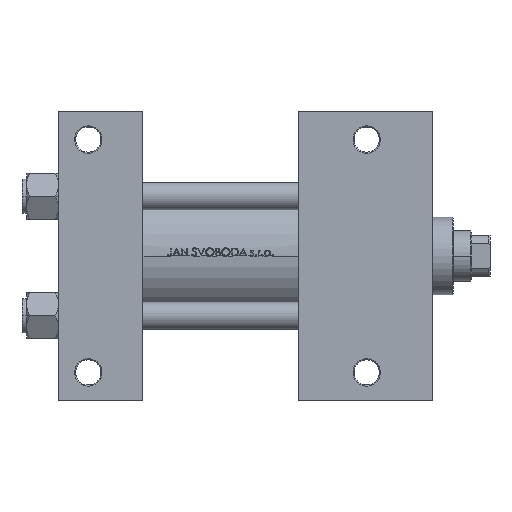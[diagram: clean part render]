
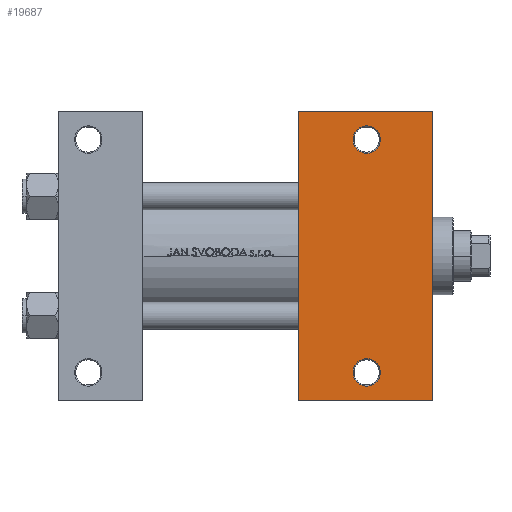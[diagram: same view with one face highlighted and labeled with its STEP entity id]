
A CAD part, front view. The second image highlights one B-rep face of the part: STEP entity #19687.
In plain terms, the highlighted face is planar.
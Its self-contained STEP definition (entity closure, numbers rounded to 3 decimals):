
#1234 = CARTESIAN_POINT ( 'NONE',  ( 105., 37.5, -37.5 ) ) ;
#5116 = ORIENTED_EDGE ( 'NONE', *, *, #22476, .T. ) ;
#5402 = CARTESIAN_POINT ( 'NONE',  ( 141., -51., -37.5 ) ) ;
#5541 = EDGE_CURVE ( 'NONE', #34654, #33846, #13584, .T. ) ;
#7675 = CIRCLE ( 'NONE', #25164, 5.999 ) ;
#7815 = ORIENTED_EDGE ( 'NONE', *, *, #28566, .T. ) ;
#8556 = ORIENTED_EDGE ( 'NONE', *, *, #20538, .T. ) ;
#8607 = LINE ( 'NONE', #35510, #36953 ) ;
#8889 = CARTESIAN_POINT ( 'NONE',  ( 135., -51., -37.5 ) ) ;
#9397 = ORIENTED_EDGE ( 'NONE', *, *, #35866, .T. ) ;
#10148 = CARTESIAN_POINT ( 'NONE',  ( 105., -63.5, -37.5 ) ) ;
#10851 = DIRECTION ( 'NONE',  ( 0., 0., 1. ) ) ;
#10939 = LINE ( 'NONE', #35037, #38614 ) ;
#11008 = VERTEX_POINT ( 'NONE', #25940 ) ;
#11538 = VERTEX_POINT ( 'NONE', #22028 ) ;
#11758 = DIRECTION ( 'NONE',  ( 0., 0., 1. ) ) ;
#12205 = CIRCLE ( 'NONE', #18568, 5.999 ) ;
#12368 = DIRECTION ( 'NONE',  ( 1., 0., 0. ) ) ;
#12380 = EDGE_LOOP ( 'NONE', ( #30505, #40940 ) ) ;
#13563 = DIRECTION ( 'NONE',  ( -1., 0., 0. ) ) ;
#13584 = CIRCLE ( 'NONE', #41419, 5.999 ) ;
#14091 = DIRECTION ( 'NONE',  ( -1., 0., 0. ) ) ;
#14664 = CARTESIAN_POINT ( 'NONE',  ( 164., 37.5, -37.5 ) ) ;
#15860 = EDGE_CURVE ( 'NONE', #47793, #43792, #12205, .T. ) ;
#15995 = CARTESIAN_POINT ( 'NONE',  ( 135., 51., -37.5 ) ) ;
#16307 = EDGE_CURVE ( 'NONE', #43792, #47793, #44038, .T. ) ;
#17145 = CARTESIAN_POINT ( 'NONE',  ( 135., 51., -37.5 ) ) ;
#17330 = DIRECTION ( 'NONE',  ( 0., 0., 1. ) ) ;
#17713 = ORIENTED_EDGE ( 'NONE', *, *, #5541, .T. ) ;
#18012 = CARTESIAN_POINT ( 'NONE',  ( 129.001, -51., -37.5 ) ) ;
#18568 = AXIS2_PLACEMENT_3D ( 'NONE', #15995, #11758, #42637 ) ;
#18574 = CARTESIAN_POINT ( 'NONE',  ( 135., -51., -37.5 ) ) ;
#19152 = EDGE_LOOP ( 'NONE', ( #36272, #8556, #7815, #9397 ) ) ;
#19687 = ADVANCED_FACE ( 'NONE', ( #20791, #35985, #39725 ), #21035, .T. ) ;
#20167 = LINE ( 'NONE', #1234, #43427 ) ;
#20538 = EDGE_CURVE ( 'NONE', #28141, #11008, #10939, .T. ) ;
#20791 = FACE_BOUND ( 'NONE', #12380, .T. ) ;
#21035 = PLANE ( 'NONE',  #40167 ) ;
#22028 = CARTESIAN_POINT ( 'NONE',  ( 164., -63.5, -37.5 ) ) ;
#22476 = EDGE_CURVE ( 'NONE', #33846, #34654, #7675, .T. ) ;
#24296 = CARTESIAN_POINT ( 'NONE',  ( 164., 37.5, -37.5 ) ) ;
#24854 = DIRECTION ( 'NONE',  ( 0., 0., 1. ) ) ;
#25164 = AXIS2_PLACEMENT_3D ( 'NONE', #8889, #17330, #39984 ) ;
#25416 = CARTESIAN_POINT ( 'NONE',  ( 141., 51., -37.5 ) ) ;
#25940 = CARTESIAN_POINT ( 'NONE',  ( 164., 63.5, -37.5 ) ) ;
#27401 = DIRECTION ( 'NONE',  ( 0., -1., 0. ) ) ;
#28141 = VERTEX_POINT ( 'NONE', #31949 ) ;
#28566 = EDGE_CURVE ( 'NONE', #11008, #11538, #45535, .T. ) ;
#29606 = DIRECTION ( 'NONE',  ( 0., -1., 0. ) ) ;
#30505 = ORIENTED_EDGE ( 'NONE', *, *, #15860, .T. ) ;
#31632 = DIRECTION ( 'NONE',  ( -1., 0., 0. ) ) ;
#31949 = CARTESIAN_POINT ( 'NONE',  ( 105., 63.5, -37.5 ) ) ;
#32740 = DIRECTION ( 'NONE',  ( 0., 0., -1. ) ) ;
#33830 = CARTESIAN_POINT ( 'NONE',  ( 129.001, 51., -37.5 ) ) ;
#33846 = VERTEX_POINT ( 'NONE', #18012 ) ;
#34654 = VERTEX_POINT ( 'NONE', #5402 ) ;
#35037 = CARTESIAN_POINT ( 'NONE',  ( 105., 63.5, -37.5 ) ) ;
#35510 = CARTESIAN_POINT ( 'NONE',  ( 105., -63.5, -37.5 ) ) ;
#35866 = EDGE_CURVE ( 'NONE', #11538, #44095, #8607, .T. ) ;
#35985 = FACE_BOUND ( 'NONE', #40197, .T. ) ;
#36272 = ORIENTED_EDGE ( 'NONE', *, *, #43936, .F. ) ;
#36953 = VECTOR ( 'NONE', #38993, 1000. ) ;
#38614 = VECTOR ( 'NONE', #12368, 1000. ) ;
#38993 = DIRECTION ( 'NONE',  ( -1., 0., 0. ) ) ;
#39725 = FACE_OUTER_BOUND ( 'NONE', #19152, .T. ) ;
#39984 = DIRECTION ( 'NONE',  ( -1., 0., 0. ) ) ;
#40167 = AXIS2_PLACEMENT_3D ( 'NONE', #24296, #32740, #13563 ) ;
#40197 = EDGE_LOOP ( 'NONE', ( #5116, #17713 ) ) ;
#40940 = ORIENTED_EDGE ( 'NONE', *, *, #16307, .T. ) ;
#41419 = AXIS2_PLACEMENT_3D ( 'NONE', #18574, #10851, #14091 ) ;
#42637 = DIRECTION ( 'NONE',  ( -1., 0., 0. ) ) ;
#43054 = VECTOR ( 'NONE', #29606, 1000. ) ;
#43427 = VECTOR ( 'NONE', #27401, 1000. ) ;
#43792 = VERTEX_POINT ( 'NONE', #25416 ) ;
#43936 = EDGE_CURVE ( 'NONE', #28141, #44095, #20167, .T. ) ;
#44038 = CIRCLE ( 'NONE', #44831, 5.999 ) ;
#44095 = VERTEX_POINT ( 'NONE', #10148 ) ;
#44831 = AXIS2_PLACEMENT_3D ( 'NONE', #17145, #24854, #31632 ) ;
#45535 = LINE ( 'NONE', #14664, #43054 ) ;
#47793 = VERTEX_POINT ( 'NONE', #33830 ) ;
